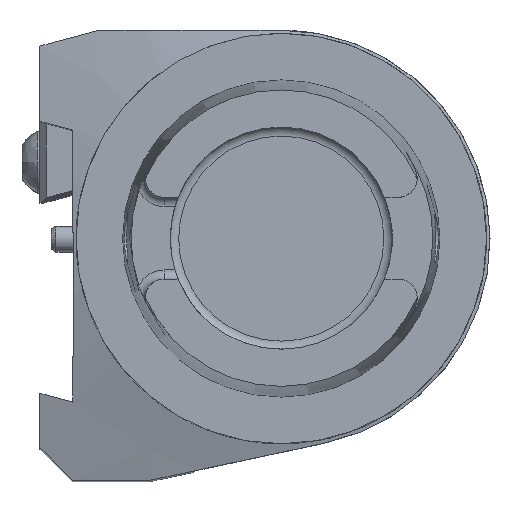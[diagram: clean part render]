
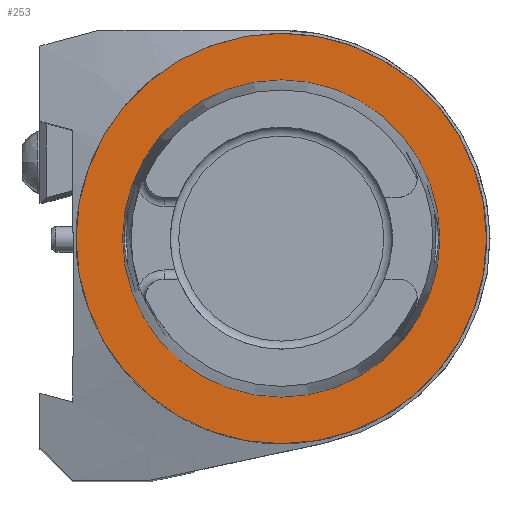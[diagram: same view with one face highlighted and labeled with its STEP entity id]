
A CAD part, top view. The second image highlights one B-rep face of the part: STEP entity #253.
In plain terms, the highlighted planar face has unit normal (0, 0, 1).
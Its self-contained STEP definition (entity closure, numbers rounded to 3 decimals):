
#253=ADVANCED_FACE('',(#485,#486),#349,.F.);
#349=PLANE('',#2324);
#422=CIRCLE('',#2289,31.47);
#438=CIRCLE('',#2322,24.321);
#485=FACE_BOUND('',#600,.T.);
#486=FACE_BOUND('',#601,.T.);
#600=EDGE_LOOP('',(#1126));
#601=EDGE_LOOP('',(#1127));
#1126=ORIENTED_EDGE('',*,*,#1730,.T.);
#1127=ORIENTED_EDGE('',*,*,#1788,.T.);
#1480=VERTEX_POINT('',#3743);
#1510=VERTEX_POINT('',#3997);
#1730=EDGE_CURVE('',#1480,#1480,#422,.T.);
#1788=EDGE_CURVE('',#1510,#1510,#438,.T.);
#2289=AXIS2_PLACEMENT_3D('',#3742,#2719,#2720);
#2322=AXIS2_PLACEMENT_3D('',#3996,#2807,#2808);
#2324=AXIS2_PLACEMENT_3D('',#3999,#2811,#2812);
#2719=DIRECTION('',(0.,0.,1.));
#2720=DIRECTION('',(1.,0.,0.));
#2807=DIRECTION('',(0.,0.,-1.));
#2808=DIRECTION('',(1.,0.,0.));
#2811=DIRECTION('',(0.,0.,-1.));
#2812=DIRECTION('',(1.,0.,0.));
#3742=CARTESIAN_POINT('',(0.,0.,0.));
#3743=CARTESIAN_POINT('',(31.47,0.,0.));
#3996=CARTESIAN_POINT('',(0.,0.,0.));
#3997=CARTESIAN_POINT('',(24.321,0.,0.));
#3999=CARTESIAN_POINT('',(0.,-25.43,0.));
